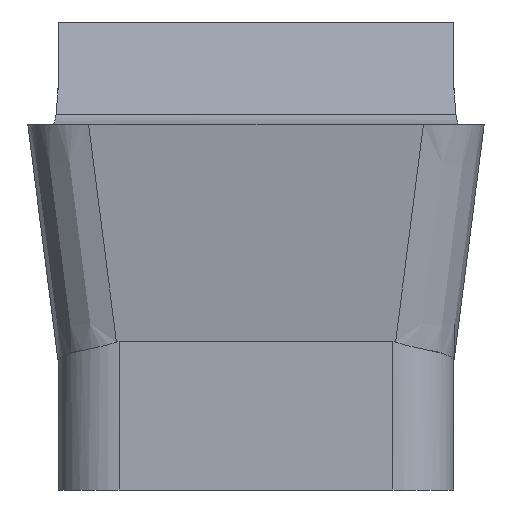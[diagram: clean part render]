
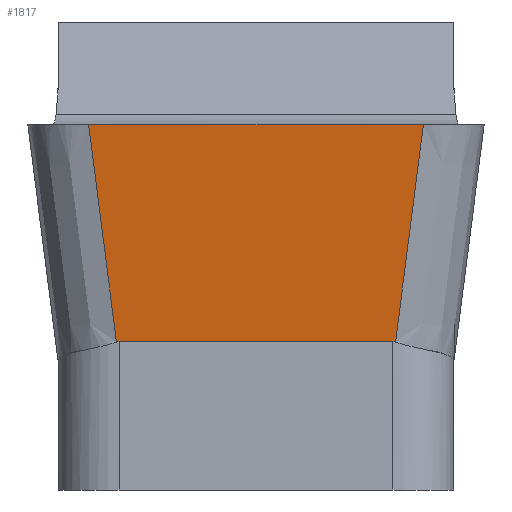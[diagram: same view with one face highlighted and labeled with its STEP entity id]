
A CAD part, front view. The second image highlights one B-rep face of the part: STEP entity #1817.
In plain terms, the highlighted planar face has unit normal (0, -0.993, -0.122).
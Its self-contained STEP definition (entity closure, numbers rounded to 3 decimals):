
#563=CARTESIAN_POINT('',(2.2,0.,
0.));
#568=DIRECTION('',(-1.,0.,0.));
#569=VECTOR('',#568,4.4);
#570=CARTESIAN_POINT('',(2.2,0.,
0.));
#571=LINE('',#570,#569);
#667=CARTESIAN_POINT('',(1.834,0.351,-2.856));
#686=CARTESIAN_POINT('',(1.8,0.35,-2.851));
#687=CARTESIAN_POINT('',(1.812,0.35,-2.851));
#688=CARTESIAN_POINT('',(1.823,0.35,-2.853));
#689=CARTESIAN_POINT('',(1.834,0.351,-2.856));
#694=DIRECTION('',(1.,0.,0.));
#695=VECTOR('',#694,3.6);
#696=CARTESIAN_POINT('',(-1.8,0.35,-2.851));
#697=LINE('',#696,#695);
#701=DIRECTION('',(-0.126,0.121,-0.985));
#702=VECTOR('',#701,2.901);
#703=CARTESIAN_POINT('',(2.2,0.,
0.));
#704=LINE('',#703,#702);
#708=DIRECTION('',(-0.126,-0.121,0.985));
#709=VECTOR('',#708,2.901);
#710=CARTESIAN_POINT('',(-1.834,0.351,
-2.856));
#711=LINE('',#710,#709);
#726=CARTESIAN_POINT('',(-1.834,0.351,
-2.856));
#727=CARTESIAN_POINT('',(-1.823,0.35,
-2.853));
#728=CARTESIAN_POINT('',(-1.812,0.35,
-2.851));
#729=CARTESIAN_POINT('',(-1.8,0.35,-2.851));
#949=VERTEX_POINT('',#563);
#950=CARTESIAN_POINT('',(-2.2,0.,
0.));
#951=VERTEX_POINT('',#950);
#959=VERTEX_POINT('',#667);
#960=CARTESIAN_POINT('',(1.8,0.35,-2.851));
#961=VERTEX_POINT('',#960);
#962=CARTESIAN_POINT('',(-1.8,0.35,-2.851));
#963=VERTEX_POINT('',#962);
#964=VERTEX_POINT('',#726);
#1802=CARTESIAN_POINT('',(3.2,0.212,-1.725));
#1803=DIRECTION('',(0.,-0.993,-0.122));
#1804=DIRECTION('',(0.,-0.122,0.993));
#1805=AXIS2_PLACEMENT_3D('',#1802,#1803,#1804);
#1806=PLANE('',#1805);
#1807=ORIENTED_EDGE('',*,*,#1653,.F.);
#1808=ORIENTED_EDGE('',*,*,#1729,.T.);
#1809=ORIENTED_EDGE('',*,*,#1756,.F.);
#1810=ORIENTED_EDGE('',*,*,#1781,.F.);
#1812=ORIENTED_EDGE('',*,*,#1811,.F.);
#1814=ORIENTED_EDGE('',*,*,#1813,.T.);
#1815=EDGE_LOOP('',(#1807,#1808,#1809,#1810,#1812,#1814));
#1816=FACE_OUTER_BOUND('',#1815,.F.);
#690=B_SPLINE_CURVE_WITH_KNOTS('',3,(#686,#687,#688,#689),.UNSPECIFIED.,.F.,.F.,
(4,4),(0.,1.),.UNSPECIFIED.);
#730=B_SPLINE_CURVE_WITH_KNOTS('',3,(#726,#727,#728,#729),.UNSPECIFIED.,.F.,.F.,
(4,4),(0.,1.),.UNSPECIFIED.);
#1653=EDGE_CURVE('',#949,#951,#571,.T.);
#1729=EDGE_CURVE('',#949,#959,#704,.T.);
#1756=EDGE_CURVE('',#961,#959,#690,.T.);
#1781=EDGE_CURVE('',#963,#961,#697,.T.);
#1811=EDGE_CURVE('',#964,#963,#730,.T.);
#1813=EDGE_CURVE('',#964,#951,#711,.T.);
#1817=ADVANCED_FACE('',(#1816),#1806,.T.);
